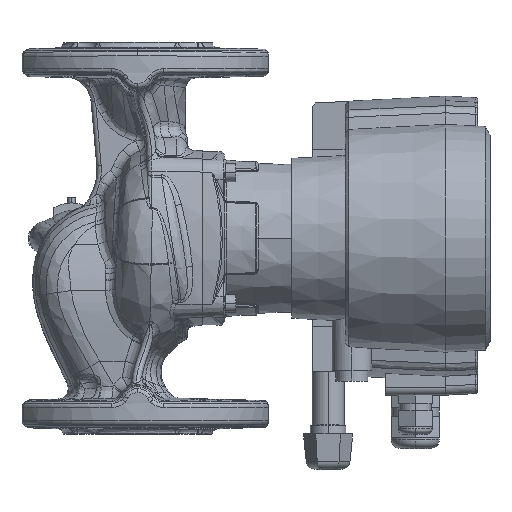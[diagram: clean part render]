
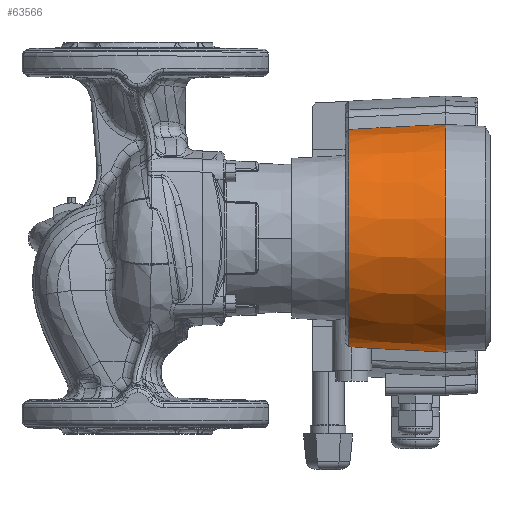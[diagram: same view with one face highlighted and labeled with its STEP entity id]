
A CAD part, top view. The second image highlights one B-rep face of the part: STEP entity #63566.
In plain terms, the highlighted conical face has half-angle 3 degrees and reference radius 64 mm.
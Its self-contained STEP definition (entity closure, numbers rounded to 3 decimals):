
#1265 = EDGE_CURVE ( 'NONE', #71958, #71961, #159483, .T. ) ;
#27250 = CIRCLE ( 'NONE', #27254, 64. ) ;
#27254 = AXIS2_PLACEMENT_3D ( 'NONE', #117440, #117442, #117445 ) ;
#27283 = VECTOR ( 'NONE', #117883, 1000. ) ;
#27294 = VECTOR ( 'NONE', #117877, 1000. ) ;
#27302 = CIRCLE ( 'NONE', #27305, 61.15 ) ;
#27305 = AXIS2_PLACEMENT_3D ( 'NONE', #117895, #117897, #117898 ) ;
#30557 = CARTESIAN_POINT ( 'NONE',  ( 93.789, -61.733, 6. ) ) ;
#30563 = CARTESIAN_POINT ( 'NONE',  ( 84.45, -61.031, 11.1 ) ) ;
#33351 = DIRECTION ( 'NONE',  ( 1., 0., 0. ) ) ;
#33365 = CARTESIAN_POINT ( 'NONE',  ( 137.05, 0., 6. ) ) ;
#33366 = FACE_OUTER_BOUND ( 'NONE', #72048, .T. ) ;
#33376 = DIRECTION ( 'NONE',  ( 0., -1., 0. ) ) ;
#33752 = CONICAL_SURFACE ( 'NONE', #33753, 64., 0.052 ) ;
#33753 = AXIS2_PLACEMENT_3D ( 'NONE', #33365, #33351, #33376 ) ;
#57627 = VERTEX_POINT ( 'NONE', #144717 ) ;
#57667 = VERTEX_POINT ( 'NONE', #144729 ) ;
#57670 = VERTEX_POINT ( 'NONE', #144730 ) ;
#57737 = VERTEX_POINT ( 'NONE', #144754 ) ;
#63566 = ADVANCED_FACE ( 'NONE', ( #33366 ), #33752, .T. ) ;
#68203 = ORIENTED_EDGE ( 'NONE', *, *, #78499, .F. ) ;
#68205 = ORIENTED_EDGE ( 'NONE', *, *, #78504, .T. ) ;
#68207 = ORIENTED_EDGE ( 'NONE', *, *, #78509, .F. ) ;
#68209 = ORIENTED_EDGE ( 'NONE', *, *, #1265, .F. ) ;
#68211 = ORIENTED_EDGE ( 'NONE', *, *, #78494, .T. ) ;
#68213 = ORIENTED_EDGE ( 'NONE', *, *, #78310, .F. ) ;
#71958 = VERTEX_POINT ( 'NONE', #30557 ) ;
#71961 = VERTEX_POINT ( 'NONE', #30563 ) ;
#72048 = EDGE_LOOP ( 'NONE', ( #68203, #68205, #68207, #68209, #68211, #68213 ) ) ;
#78310 = EDGE_CURVE ( 'NONE', #57667, #57670, #27250, .T. ) ;
#78494 = EDGE_CURVE ( 'NONE', #71958, #57670, #117852, .T. ) ;
#78499 = EDGE_CURVE ( 'NONE', #57627, #57667, #117854, .T. ) ;
#78504 = EDGE_CURVE ( 'NONE', #57627, #57737, #27302, .T. ) ;
#78509 = EDGE_CURVE ( 'NONE', #71961, #57737, #165019, .T. ) ;
#117440 = CARTESIAN_POINT ( 'NONE',  ( 137.05, 0., 6. ) ) ;
#117442 = DIRECTION ( 'NONE',  ( 1., 0., 0. ) ) ;
#117445 = DIRECTION ( 'NONE',  ( 0., -1., 0. ) ) ;
#117852 = LINE ( 'NONE', #117871, #27294 ) ;
#117854 = LINE ( 'NONE', #117879, #27283 ) ;
#117871 = CARTESIAN_POINT ( 'NONE',  ( 137.05, -64., 6. ) ) ;
#117877 = DIRECTION ( 'NONE',  ( 0.999, -0.052, 0. ) ) ;
#117879 = CARTESIAN_POINT ( 'NONE',  ( 137.05, 64., 6. ) ) ;
#117883 = DIRECTION ( 'NONE',  ( 0.999, 0.052, 0. ) ) ;
#117890 = CARTESIAN_POINT ( 'NONE',  ( 84.45, -61.031, 11.1 ) ) ;
#117893 = CARTESIAN_POINT ( 'NONE',  ( 83.847, -60.999, 11.1 ) ) ;
#117895 = CARTESIAN_POINT ( 'NONE',  ( 82.661, 0., 6. ) ) ;
#117897 = DIRECTION ( 'NONE',  ( 1., 0., 0. ) ) ;
#117898 = DIRECTION ( 'NONE',  ( 0., -1., 0. ) ) ;
#117902 = CARTESIAN_POINT ( 'NONE',  ( 83.248, -60.972, 11.051 ) ) ;
#117904 = CARTESIAN_POINT ( 'NONE',  ( 82.661, -60.949, 10.955 ) ) ;
#137839 = CARTESIAN_POINT ( 'NONE',  ( 92.691, -61.66, 7.494 ) ) ;
#137929 = CARTESIAN_POINT ( 'NONE',  ( 93.283, -61.706, 6.787 ) ) ;
#137938 = CARTESIAN_POINT ( 'NONE',  ( 93.789, -61.733, 6. ) ) ;
#137940 = CARTESIAN_POINT ( 'NONE',  ( 91.677, -61.575, 8.438 ) ) ;
#137942 = CARTESIAN_POINT ( 'NONE',  ( 91.315, -61.543, 8.735 ) ) ;
#137944 = CARTESIAN_POINT ( 'NONE',  ( 90.562, -61.477, 9.277 ) ) ;
#137946 = CARTESIAN_POINT ( 'NONE',  ( 90.172, -61.443, 9.523 ) ) ;
#137948 = CARTESIAN_POINT ( 'NONE',  ( 89.364, -61.373, 9.963 ) ) ;
#137950 = CARTESIAN_POINT ( 'NONE',  ( 88.947, -61.338, 10.159 ) ) ;
#137952 = CARTESIAN_POINT ( 'NONE',  ( 88.085, -61.269, 10.498 ) ) ;
#137954 = CARTESIAN_POINT ( 'NONE',  ( 87.639, -61.235, 10.642 ) ) ;
#137956 = CARTESIAN_POINT ( 'NONE',  ( 86.296, -61.138, 10.984 ) ) ;
#137958 = CARTESIAN_POINT ( 'NONE',  ( 85.383, -61.08, 11.1 ) ) ;
#137960 = CARTESIAN_POINT ( 'NONE',  ( 84.45, -61.031, 11.1 ) ) ;
#144717 = CARTESIAN_POINT ( 'NONE',  ( 82.661, 61.15, 6. ) ) ;
#144729 = CARTESIAN_POINT ( 'NONE',  ( 137.05, 64., 6. ) ) ;
#144730 = CARTESIAN_POINT ( 'NONE',  ( 137.05, -64., 6. ) ) ;
#144754 = CARTESIAN_POINT ( 'NONE',  ( 82.661, -60.949, 10.955 ) ) ;
#159483 = B_SPLINE_CURVE_WITH_KNOTS ( 'NONE', 3,
 ( #137938, #137929, #137839, #137940, #137942, #137944, #137946, #137948, #137950, #137952, #137954, #137956, #137958, #137960 ),
 .UNSPECIFIED., .F., .F.,
 ( 4, 2, 2, 2, 2, 2, 4 ),
 ( 0., 0.003, 0.004, 0.006, 0.007, 0.008, 0.011 ),
 .UNSPECIFIED. ) ;
#165019 = B_SPLINE_CURVE_WITH_KNOTS ( 'NONE', 3,
 ( #117890, #117893, #117902, #117904 ),
 .UNSPECIFIED., .F., .F.,
 ( 4, 4 ),
 ( 0.011, 0.013 ),
 .UNSPECIFIED. ) ;
